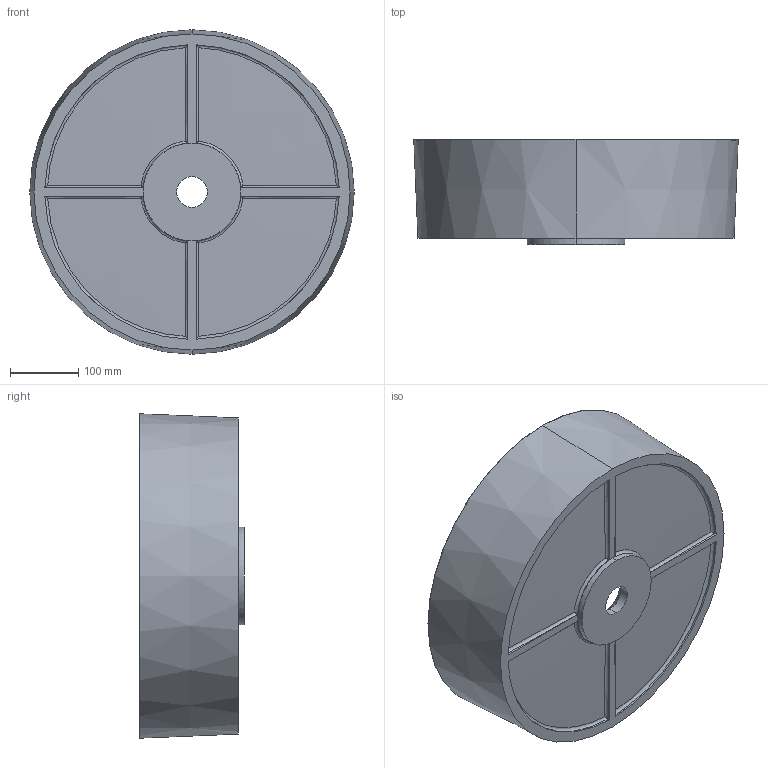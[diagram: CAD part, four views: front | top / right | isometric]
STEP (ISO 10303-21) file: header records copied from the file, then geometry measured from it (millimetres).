
FILE_DESCRIPTION (( 'STEP AP214' ), '1' );
FILE_NAME ('Sofia.STEP', '2019-12-04T07:30:30', ( '' ), ( '' ), 'SwSTEP 2.0', 'SolidWorks 2018', '' );
FILE_SCHEMA (( 'AUTOMOTIVE_DESIGN' ));
Length unit declared in the file: millimetre
Products named in the file (1): Sofia
Bounding box: 476.96 x 154 x 476.96 mm (x, y, z)
Volume: 5205835.7 mm3; surface area: 740061.3 mm2
Topology: 1 solids, 1 shells, 63 faces, 160 edges, 102 vertices
Faces by surface type: bspline 23, plane 16, cone 14, torus 6, cylinder 4
Entity records: 5917 total; most frequent: CARTESIAN_POINT 4580, ORIENTED_EDGE 320, DIRECTION 200, EDGE_CURVE 160, VERTEX_POINT 102, B_SPLINE_CURVE_WITH_KNOTS 88, AXIS2_PLACEMENT_3D 87, EDGE_LOOP 68
